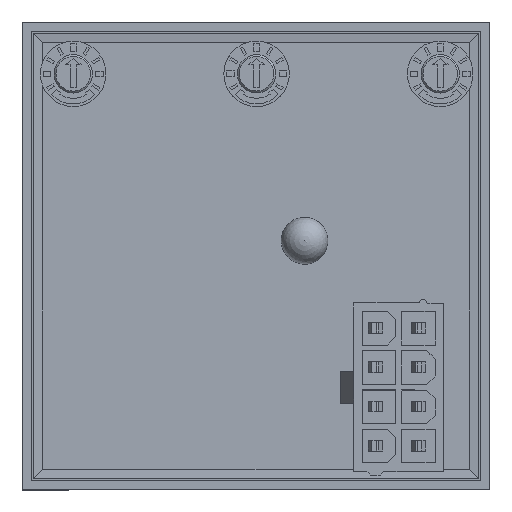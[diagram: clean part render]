
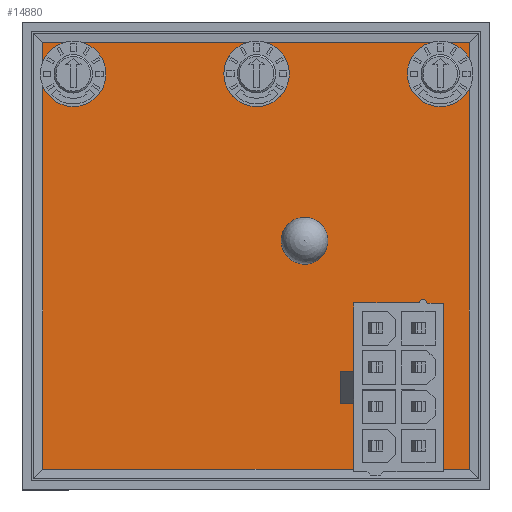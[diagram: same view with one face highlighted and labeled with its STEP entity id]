
A CAD part, top view. The second image highlights one B-rep face of the part: STEP entity #14880.
In plain terms, the highlighted planar face has unit normal (0, 0, 1).
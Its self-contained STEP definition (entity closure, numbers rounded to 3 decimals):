
#1212 = VERTEX_POINT ( 'NONE', #84357 ) ;
#5543 = EDGE_LOOP ( 'NONE', ( #64226, #53986, #86769, #85119 ) ) ;
#12134 = VECTOR ( 'NONE', #46356, 1000. ) ;
#14880 = ADVANCED_FACE ( 'NONE', ( #53496 ), #79559, .T. ) ;
#15830 = EDGE_CURVE ( 'NONE', #55499, #73856, #59932, .T. ) ;
#20288 = EDGE_CURVE ( 'NONE', #1212, #55499, #48919, .T. ) ;
#22623 = CARTESIAN_POINT ( 'NONE',  ( 0., 0., 2.9 ) ) ;
#29978 = VECTOR ( 'NONE', #67165, 1000. ) ;
#36395 = VECTOR ( 'NONE', #72806, 1000. ) ;
#36665 = VERTEX_POINT ( 'NONE', #55039 ) ;
#36918 = DIRECTION ( 'NONE',  ( 0., 0., 1. ) ) ;
#39187 = CARTESIAN_POINT ( 'NONE',  ( 1.195, 0.2, 2.9 ) ) ;
#42044 = CARTESIAN_POINT ( 'NONE',  ( 1.195, 46.805, 2.9 ) ) ;
#42221 = CARTESIAN_POINT ( 'NONE',  ( 1.195, 1.195, 2.9 ) ) ;
#42953 = AXIS2_PLACEMENT_3D ( 'NONE', #22623, #36918, #86690 ) ;
#45689 = CARTESIAN_POINT ( 'NONE',  ( 0.2, 46.805, 2.9 ) ) ;
#46356 = DIRECTION ( 'NONE',  ( 0., -1., 0. ) ) ;
#48919 = LINE ( 'NONE', #45689, #29978 ) ;
#52812 = EDGE_CURVE ( 'NONE', #36665, #1212, #57532, .T. ) ;
#53496 = FACE_OUTER_BOUND ( 'NONE', #5543, .T. ) ;
#53749 = EDGE_CURVE ( 'NONE', #73856, #36665, #56107, .T. ) ;
#53986 = ORIENTED_EDGE ( 'NONE', *, *, #52812, .T. ) ;
#55039 = CARTESIAN_POINT ( 'NONE',  ( 46.805, 1.195, 2.9 ) ) ;
#55499 = VERTEX_POINT ( 'NONE', #42044 ) ;
#56107 = LINE ( 'NONE', #77682, #92090 ) ;
#57532 = LINE ( 'NONE', #72505, #36395 ) ;
#59932 = LINE ( 'NONE', #39187, #12134 ) ;
#63705 = DIRECTION ( 'NONE',  ( 1., 0., 0. ) ) ;
#64226 = ORIENTED_EDGE ( 'NONE', *, *, #53749, .T. ) ;
#67165 = DIRECTION ( 'NONE',  ( -1., 0., 0. ) ) ;
#72505 = CARTESIAN_POINT ( 'NONE',  ( 46.805, 47.8, 2.9 ) ) ;
#72806 = DIRECTION ( 'NONE',  ( 0., 1., 0. ) ) ;
#73856 = VERTEX_POINT ( 'NONE', #42221 ) ;
#77682 = CARTESIAN_POINT ( 'NONE',  ( 47.8, 1.195, 2.9 ) ) ;
#79559 = PLANE ( 'NONE',  #42953 ) ;
#84357 = CARTESIAN_POINT ( 'NONE',  ( 46.805, 46.805, 2.9 ) ) ;
#85119 = ORIENTED_EDGE ( 'NONE', *, *, #15830, .T. ) ;
#86690 = DIRECTION ( 'NONE',  ( 1., 0., 0. ) ) ;
#86769 = ORIENTED_EDGE ( 'NONE', *, *, #20288, .T. ) ;
#92090 = VECTOR ( 'NONE', #63705, 1000. ) ;
